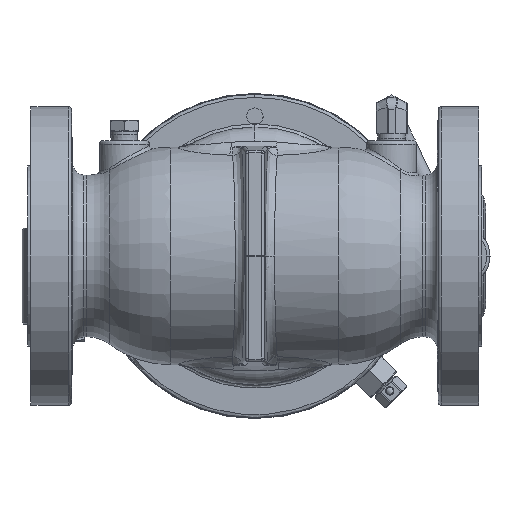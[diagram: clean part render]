
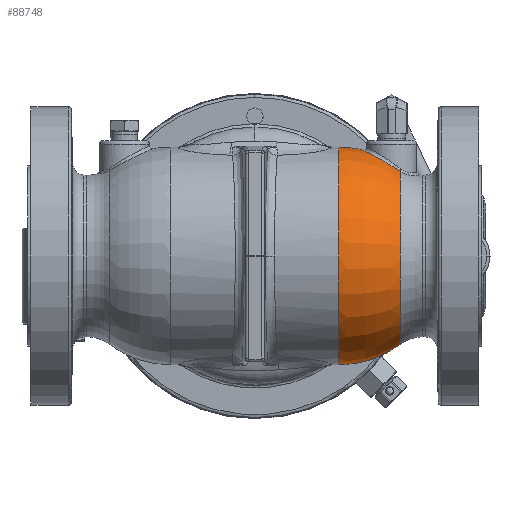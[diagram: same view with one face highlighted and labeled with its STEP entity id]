
A CAD part, front view. The second image highlights one B-rep face of the part: STEP entity #88748.
In plain terms, the highlighted toroidal (fillet/blend) face has major radius 3.175 mm and minor radius 52.375 mm.
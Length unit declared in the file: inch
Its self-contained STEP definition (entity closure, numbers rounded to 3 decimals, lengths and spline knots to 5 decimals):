
#3554 = CARTESIAN_POINT ( 'NONE',  ( 1.687, 0., 0. ) ) ;
#3957 = CARTESIAN_POINT ( 'NONE',  ( 2.36492, -0.41732, 2.02996 ) ) ;
#4545 = ORIENTED_EDGE ( 'NONE', *, *, #122816, .T. ) ;
#6152 = CARTESIAN_POINT ( 'NONE',  ( 2.92537, -0.50545, 1.70018 ) ) ;
#19673 = CARTESIAN_POINT ( 'NONE',  ( 2.53632, -0.51604, 1.93654 ) ) ;
#23003 = CARTESIAN_POINT ( 'NONE',  ( 2.30018, -0.35292, 2.06391 ) ) ;
#24123 = CARTESIAN_POINT ( 'NONE',  ( 2.22397, -0.23437, 2.10298 ) ) ;
#28377 = CARTESIAN_POINT ( 'NONE',  ( 1.687, 0., 0.125 ) ) ;
#35413 = CARTESIAN_POINT ( 'NONE',  ( 2.2525, -0.28624, 2.08845 ) ) ;
#39860 = CARTESIAN_POINT ( 'NONE',  ( 2.45659, -0.48057, 1.98069 ) ) ;
#40373 = DIRECTION ( 'NONE',  ( 0., 0., 1. ) ) ;
#43188 = CIRCLE ( 'NONE', #157587, 2.187 ) ;
#44991 = AXIS2_PLACEMENT_3D ( 'NONE', #28377, #75492, #216298 ) ;
#50795 = EDGE_CURVE ( 'NONE', #221429, #135603, #64989, .T. ) ;
#57774 = CARTESIAN_POINT ( 'NONE',  ( 2.25882, -0.29631, 2.08522 ) ) ;
#61883 = ORIENTED_EDGE ( 'NONE', *, *, #64274, .F. ) ;
#62891 = CIRCLE ( 'NONE', #44991, 2.062 ) ;
#64274 = EDGE_CURVE ( 'NONE', #135603, #190486, #43188, .T. ) ;
#64989 = CIRCLE ( 'NONE', #215027, 2.062 ) ;
#65956 = CARTESIAN_POINT ( 'NONE',  ( 2.92537, 0., -1.77372 ) ) ;
#71226 = CARTESIAN_POINT ( 'NONE',  ( 2.63926, -0.54262, 1.87777 ) ) ;
#74540 = CARTESIAN_POINT ( 'NONE',  ( 2.3737, -0.42461, 2.0253 ) ) ;
#75492 = DIRECTION ( 'NONE',  ( 0., -1., 0. ) ) ;
#86895 = CARTESIAN_POINT ( 'NONE',  ( 2.8463, -0.53162, 1.75152 ) ) ;
#87981 = CARTESIAN_POINT ( 'NONE',  ( 2.41879, -0.45795, 2.0012 ) ) ;
#88748 = ADVANCED_FACE ( 'NONE', ( #102263 ), #117560, .T. ) ;
#89081 = CARTESIAN_POINT ( 'NONE',  ( 2.59774, -0.53501, 1.90179 ) ) ;
#89559 = DIRECTION ( 'NONE',  ( 0., 1., 0. ) ) ;
#91288 = CARTESIAN_POINT ( 'NONE',  ( 2.27887, -0.32534, 2.07492 ) ) ;
#94399 = CARTESIAN_POINT ( 'NONE',  ( 1.687, 0., 2.187 ) ) ;
#102263 = FACE_OUTER_BOUND ( 'NONE', #196322, .T. ) ;
#105985 = CARTESIAN_POINT ( 'NONE',  ( 2.82614, -0.53611, 1.7643 ) ) ;
#107083 = CARTESIAN_POINT ( 'NONE',  ( 2.90601, -0.51344, 1.71297 ) ) ;
#107672 = VERTEX_POINT ( 'NONE', #181741 ) ;
#108198 = CARTESIAN_POINT ( 'NONE',  ( 2.33957, -0.39442, 2.04333 ) ) ;
#111493 = CARTESIAN_POINT ( 'NONE',  ( 2.19753, -0.16753, 2.11632 ) ) ;
#111623 = CARTESIAN_POINT ( 'NONE',  ( 2.92537, -0.50545, 1.70018 ) ) ;
#117560 = TOROIDAL_SURFACE ( 'NONE', #171118, 0.125, 2.062 ) ;
#121980 = DIRECTION ( 'NONE',  ( -1., 0., 0. ) ) ;
#122816 = EDGE_CURVE ( 'NONE', #221429, #149199, #129589, .T. ) ;
#123430 = DIRECTION ( 'NONE',  ( 0., 0., 1. ) ) ;
#126109 = AXIS2_PLACEMENT_3D ( 'NONE', #142120, #121980, #189082 ) ;
#128221 = CARTESIAN_POINT ( 'NONE',  ( 2.17183, -0.04903, 2.12919 ) ) ;
#129589 = CIRCLE ( 'NONE', #126109, 1.77372 ) ;
#130120 = B_SPLINE_CURVE_WITH_KNOTS ( 'NONE', 3,
 ( #6152, #107083, #175174, #86895, #105985, #172981, #190924, #209852, #188678, #71226, #89081, #19673, #193135, #157405, #39860, #87981, #139507, #74540, #3957, #210962, #108198, #155202, #23003, #91288, #142829, #57774, #35413, #171889, #24123, #197540, #111493, #143947, #128221, #179609 ),
 .UNSPECIFIED., .F., .F.,
 ( 4, 2, 2, 2, 2, 2, 2, 2, 2, 2, 2, 2, 2, 2, 2, 2, 4 ),
 ( 0., 0.00187, 0.00374, 0.00561, 0.00748, 0.01122, 0.01309, 0.01496, 0.01683, 0.01776, 0.0187, 0.02057, 0.0215, 0.02244, 0.02431, 0.02618, 0.02991 ),
 .UNSPECIFIED. ) ;
#135603 = VERTEX_POINT ( 'NONE', #208785 ) ;
#139507 = CARTESIAN_POINT ( 'NONE',  ( 2.40041, -0.4454, 2.01107 ) ) ;
#142120 = CARTESIAN_POINT ( 'NONE',  ( 2.92537, 0., 0. ) ) ;
#142829 = CARTESIAN_POINT ( 'NONE',  ( 2.27201, -0.31586, 2.07844 ) ) ;
#143947 = CARTESIAN_POINT ( 'NONE',  ( 2.1783, -0.09703, 2.12597 ) ) ;
#149199 = VERTEX_POINT ( 'NONE', #111623 ) ;
#154836 = EDGE_CURVE ( 'NONE', #107672, #190486, #62891, .T. ) ;
#155202 = CARTESIAN_POINT ( 'NONE',  ( 2.31537, -0.37017, 2.05601 ) ) ;
#157405 = CARTESIAN_POINT ( 'NONE',  ( 2.47602, -0.49065, 1.97004 ) ) ;
#157587 = AXIS2_PLACEMENT_3D ( 'NONE', #163395, #193636, #40373 ) ;
#160346 = DIRECTION ( 'NONE',  ( -1., 0., 0. ) ) ;
#163395 = CARTESIAN_POINT ( 'NONE',  ( 1.687, 0., 0. ) ) ;
#171118 = AXIS2_PLACEMENT_3D ( 'NONE', #3554, #160346, #123430 ) ;
#171889 = CARTESIAN_POINT ( 'NONE',  ( 2.23458, -0.25558, 2.09759 ) ) ;
#172981 = CARTESIAN_POINT ( 'NONE',  ( 2.78542, -0.54279, 1.78975 ) ) ;
#173474 = DIRECTION ( 'NONE',  ( 0., 0., 1. ) ) ;
#175174 = CARTESIAN_POINT ( 'NONE',  ( 2.88621, -0.5203, 1.72587 ) ) ;
#179609 = CARTESIAN_POINT ( 'NONE',  ( 2.17183, 0., 2.12919 ) ) ;
#181741 = CARTESIAN_POINT ( 'NONE',  ( 2.17183, 0., 2.12919 ) ) ;
#185088 = ORIENTED_EDGE ( 'NONE', *, *, #214343, .T. ) ;
#188678 = CARTESIAN_POINT ( 'NONE',  ( 2.70228, -0.54683, 1.84037 ) ) ;
#189082 = DIRECTION ( 'NONE',  ( 0., 0., 1. ) ) ;
#190486 = VERTEX_POINT ( 'NONE', #94399 ) ;
#190924 = CARTESIAN_POINT ( 'NONE',  ( 2.76486, -0.54498, 1.80244 ) ) ;
#191427 = CARTESIAN_POINT ( 'NONE',  ( 1.687, 0., -0.125 ) ) ;
#193135 = CARTESIAN_POINT ( 'NONE',  ( 2.51588, -0.50839, 1.94798 ) ) ;
#193636 = DIRECTION ( 'NONE',  ( -1., 0., 0. ) ) ;
#194696 = ORIENTED_EDGE ( 'NONE', *, *, #50795, .F. ) ;
#196322 = EDGE_LOOP ( 'NONE', ( #194696, #4545, #185088, #199383, #61883 ) ) ;
#197540 = CARTESIAN_POINT ( 'NONE',  ( 2.20545, -0.19039, 2.11234 ) ) ;
#199383 = ORIENTED_EDGE ( 'NONE', *, *, #154836, .T. ) ;
#208785 = CARTESIAN_POINT ( 'NONE',  ( 1.687, 0., -2.187 ) ) ;
#209852 = CARTESIAN_POINT ( 'NONE',  ( 2.72334, -0.547, 1.82772 ) ) ;
#210962 = CARTESIAN_POINT ( 'NONE',  ( 2.34786, -0.40224, 2.03897 ) ) ;
#214343 = EDGE_CURVE ( 'NONE', #149199, #107672, #130120, .T. ) ;
#215027 = AXIS2_PLACEMENT_3D ( 'NONE', #191427, #89559, #173474 ) ;
#216298 = DIRECTION ( 'NONE',  ( 0., 0., -1. ) ) ;
#221429 = VERTEX_POINT ( 'NONE', #65956 ) ;
